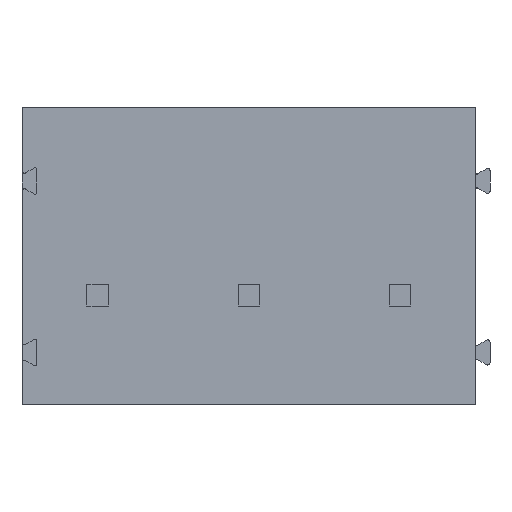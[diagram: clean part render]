
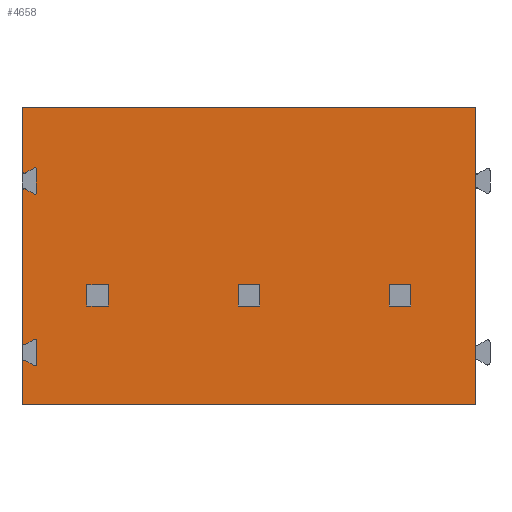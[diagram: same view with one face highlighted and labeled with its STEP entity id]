
A CAD part, front view. The second image highlights one B-rep face of the part: STEP entity #4658.
In plain terms, the highlighted planar face has unit normal (0, -1, 0).
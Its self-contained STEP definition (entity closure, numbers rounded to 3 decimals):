
#19=DIRECTION('',(0.,0.,-1.));
#20=VECTOR('',#19,1.773);
#21=CARTESIAN_POINT('',(-9.525,-6.85,-10.727));
#22=LINE('',#21,#20);
#82=DIRECTION('',(0.,0.,-1.));
#83=VECTOR('',#82,2.673);
#84=CARTESIAN_POINT('',(-9.525,-6.85,0.));
#85=LINE('',#84,#83);
#110=DIRECTION('',(0.,0.,-1.));
#111=VECTOR('',#110,6.346);
#112=CARTESIAN_POINT('',(-9.525,-6.85,-3.527));
#113=LINE('',#112,#111);
#237=CARTESIAN_POINT('',(-9.425,-6.85,-3.527));
#238=DIRECTION('',(0.,-1.,0.));
#239=DIRECTION('',(0.5,0.,0.866));
#240=AXIS2_PLACEMENT_3D('',#237,#238,#239);
#245=DIRECTION('',(0.866,0.,-0.5));
#246=VECTOR('',#245,0.433);
#247=CARTESIAN_POINT('',(-9.375,-6.85,-3.44));
#248=LINE('',#247,#246);
#252=CARTESIAN_POINT('',(-8.975,-6.85,-3.614));
#253=DIRECTION('',(0.,-1.,0.));
#254=DIRECTION('',(-0.5,0.,-0.866));
#255=AXIS2_PLACEMENT_3D('',#252,#253,#254);
#260=DIRECTION('',(0.,0.,1.));
#261=VECTOR('',#260,1.027);
#262=CARTESIAN_POINT('',(-8.925,-6.85,-3.614));
#263=LINE('',#262,#261);
#267=CARTESIAN_POINT('',(-8.975,-6.85,-2.586));
#268=DIRECTION('',(0.,-1.,0.));
#269=DIRECTION('',(1.,0.,0.));
#270=AXIS2_PLACEMENT_3D('',#267,#268,#269);
#275=DIRECTION('',(-0.866,0.,-0.5));
#276=VECTOR('',#275,0.433);
#277=CARTESIAN_POINT('',(-9.,-6.85,-2.543));
#278=LINE('',#277,#276);
#282=CARTESIAN_POINT('',(-9.425,-6.85,-2.673));
#283=DIRECTION('',(0.,-1.,0.));
#284=DIRECTION('',(-1.,0.,0.));
#285=AXIS2_PLACEMENT_3D('',#282,#283,#284);
#290=DIRECTION('',(1.,0.,0.));
#291=VECTOR('',#290,19.05);
#292=CARTESIAN_POINT('',(-9.525,-6.85,0.));
#293=LINE('',#292,#291);
#297=CARTESIAN_POINT('',(-9.425,-6.85,-10.727));
#298=DIRECTION('',(0.,-1.,0.));
#299=DIRECTION('',(0.5,0.,0.866));
#300=AXIS2_PLACEMENT_3D('',#297,#298,#299);
#305=DIRECTION('',(0.866,0.,-0.5));
#306=VECTOR('',#305,0.433);
#307=CARTESIAN_POINT('',(-9.375,-6.85,-10.64));
#308=LINE('',#307,#306);
#312=CARTESIAN_POINT('',(-8.975,-6.85,-10.814));
#313=DIRECTION('',(0.,-1.,0.));
#314=DIRECTION('',(-0.5,0.,-0.866));
#315=AXIS2_PLACEMENT_3D('',#312,#313,#314);
#320=DIRECTION('',(0.,0.,1.));
#321=VECTOR('',#320,1.027);
#322=CARTESIAN_POINT('',(-8.925,-6.85,-10.814));
#323=LINE('',#322,#321);
#327=CARTESIAN_POINT('',(-8.975,-6.85,-9.786));
#328=DIRECTION('',(0.,-1.,0.));
#329=DIRECTION('',(1.,0.,0.));
#330=AXIS2_PLACEMENT_3D('',#327,#328,#329);
#335=DIRECTION('',(-0.866,0.,-0.5));
#336=VECTOR('',#335,0.433);
#337=CARTESIAN_POINT('',(-9.,-6.85,-9.743));
#338=LINE('',#337,#336);
#342=CARTESIAN_POINT('',(-9.425,-6.85,-9.873));
#343=DIRECTION('',(0.,-1.,0.));
#344=DIRECTION('',(-1.,0.,0.));
#345=AXIS2_PLACEMENT_3D('',#342,#343,#344);
#350=DIRECTION('',(0.,0.,-1.));
#351=VECTOR('',#350,0.9);
#352=CARTESIAN_POINT('',(-6.8,-6.85,-7.45));
#353=LINE('',#352,#351);
#357=DIRECTION('',(1.,0.,0.));
#358=VECTOR('',#357,0.9);
#359=CARTESIAN_POINT('',(-6.8,-6.85,-8.35));
#360=LINE('',#359,#358);
#364=DIRECTION('',(0.,0.,-1.));
#365=VECTOR('',#364,0.9);
#366=CARTESIAN_POINT('',(-5.9,-6.85,-7.45));
#367=LINE('',#366,#365);
#371=DIRECTION('',(1.,0.,0.));
#372=VECTOR('',#371,0.9);
#373=CARTESIAN_POINT('',(-6.8,-6.85,-7.45));
#374=LINE('',#373,#372);
#378=DIRECTION('',(0.,0.,-1.));
#379=VECTOR('',#378,0.9);
#380=CARTESIAN_POINT('',(-0.45,-6.85,-7.45));
#381=LINE('',#380,#379);
#385=DIRECTION('',(1.,0.,0.));
#386=VECTOR('',#385,0.9);
#387=CARTESIAN_POINT('',(-0.45,-6.85,-8.35));
#388=LINE('',#387,#386);
#392=DIRECTION('',(0.,0.,-1.));
#393=VECTOR('',#392,0.9);
#394=CARTESIAN_POINT('',(0.45,-6.85,-7.45));
#395=LINE('',#394,#393);
#399=DIRECTION('',(1.,0.,0.));
#400=VECTOR('',#399,0.9);
#401=CARTESIAN_POINT('',(-0.45,-6.85,-7.45));
#402=LINE('',#401,#400);
#406=DIRECTION('',(0.,0.,-1.));
#407=VECTOR('',#406,0.9);
#408=CARTESIAN_POINT('',(5.9,-6.85,-7.45));
#409=LINE('',#408,#407);
#413=DIRECTION('',(1.,0.,0.));
#414=VECTOR('',#413,0.9);
#415=CARTESIAN_POINT('',(5.9,-6.85,-8.35));
#416=LINE('',#415,#414);
#420=DIRECTION('',(0.,0.,-1.));
#421=VECTOR('',#420,0.9);
#422=CARTESIAN_POINT('',(6.8,-6.85,-7.45));
#423=LINE('',#422,#421);
#427=DIRECTION('',(1.,0.,0.));
#428=VECTOR('',#427,0.9);
#429=CARTESIAN_POINT('',(5.9,-6.85,-7.45));
#430=LINE('',#429,#428);
#862=DIRECTION('',(1.,0.,0.));
#863=VECTOR('',#862,19.05);
#864=CARTESIAN_POINT('',(-9.525,-6.85,-12.5));
#865=LINE('',#864,#863);
#1514=DIRECTION('',(0.,0.,-1.));
#1515=VECTOR('',#1514,12.5);
#1516=CARTESIAN_POINT('',(9.525,-6.85,0.));
#1517=LINE('',#1516,#1515);
#3893=CARTESIAN_POINT('',(-9.525,-6.85,0.));
#3894=VERTEX_POINT('',#3893);
#3895=CARTESIAN_POINT('',(-9.525,-6.85,-12.5));
#3897=VERTEX_POINT('',#3895);
#3911=CARTESIAN_POINT('',(9.525,-6.85,0.));
#3912=VERTEX_POINT('',#3911);
#3913=CARTESIAN_POINT('',(9.525,-6.85,-12.5));
#3914=VERTEX_POINT('',#3913);
#3953=CARTESIAN_POINT('',(-9.525,-6.85,-3.527));
#3954=VERTEX_POINT('',#3953);
#3955=CARTESIAN_POINT('',(-9.525,-6.85,-2.673));
#3956=VERTEX_POINT('',#3955);
#3957=CARTESIAN_POINT('',(-9.525,-6.85,-9.873));
#3958=VERTEX_POINT('',#3957);
#3959=CARTESIAN_POINT('',(-9.525,-6.85,-10.727));
#3960=VERTEX_POINT('',#3959);
#3961=CARTESIAN_POINT('',(-9.375,-6.85,-3.44));
#3962=VERTEX_POINT('',#3961);
#3963=CARTESIAN_POINT('',(-9.,-6.85,-3.657));
#3964=VERTEX_POINT('',#3963);
#3965=CARTESIAN_POINT('',(-8.925,-6.85,-3.614));
#3966=VERTEX_POINT('',#3965);
#3967=CARTESIAN_POINT('',(-8.925,-6.85,-2.586));
#3968=VERTEX_POINT('',#3967);
#3969=CARTESIAN_POINT('',(-9.,-6.85,-2.543));
#3970=VERTEX_POINT('',#3969);
#3971=CARTESIAN_POINT('',(-9.375,-6.85,-2.76));
#3972=VERTEX_POINT('',#3971);
#3973=CARTESIAN_POINT('',(-9.375,-6.85,-10.64));
#3974=CARTESIAN_POINT('',(-9.,-6.85,-10.857));
#3975=VERTEX_POINT('',#3973);
#3976=VERTEX_POINT('',#3974);
#3977=CARTESIAN_POINT('',(-8.925,-6.85,-10.814));
#3978=VERTEX_POINT('',#3977);
#3979=CARTESIAN_POINT('',(-8.925,-6.85,-9.786));
#3980=VERTEX_POINT('',#3979);
#3981=CARTESIAN_POINT('',(-9.,-6.85,-9.743));
#3982=VERTEX_POINT('',#3981);
#3983=CARTESIAN_POINT('',(-9.375,-6.85,-9.96));
#3984=VERTEX_POINT('',#3983);
#4093=CARTESIAN_POINT('',(-6.8,-6.85,-7.45));
#4094=CARTESIAN_POINT('',(-6.8,-6.85,-8.35));
#4095=VERTEX_POINT('',#4093);
#4096=VERTEX_POINT('',#4094);
#4097=CARTESIAN_POINT('',(-5.9,-6.85,-7.45));
#4098=CARTESIAN_POINT('',(-5.9,-6.85,-8.35));
#4099=VERTEX_POINT('',#4097);
#4100=VERTEX_POINT('',#4098);
#4259=CARTESIAN_POINT('',(-0.45,-6.85,-7.45));
#4260=VERTEX_POINT('',#4259);
#4261=CARTESIAN_POINT('',(-0.45,-6.85,-8.35));
#4262=VERTEX_POINT('',#4261);
#4263=CARTESIAN_POINT('',(0.45,-6.85,-7.45));
#4264=VERTEX_POINT('',#4263);
#4265=CARTESIAN_POINT('',(0.45,-6.85,-8.35));
#4266=VERTEX_POINT('',#4265);
#4371=CARTESIAN_POINT('',(5.9,-6.85,-7.45));
#4372=VERTEX_POINT('',#4371);
#4373=CARTESIAN_POINT('',(5.9,-6.85,-8.35));
#4374=VERTEX_POINT('',#4373);
#4375=CARTESIAN_POINT('',(6.8,-6.85,-7.45));
#4376=VERTEX_POINT('',#4375);
#4377=CARTESIAN_POINT('',(6.8,-6.85,-8.35));
#4378=VERTEX_POINT('',#4377);
#4585=CARTESIAN_POINT('',(-9.525,-6.85,0.));
#4586=DIRECTION('',(0.,-1.,0.));
#4587=DIRECTION('',(0.,0.,-1.));
#4588=AXIS2_PLACEMENT_3D('',#4585,#4586,#4587);
#4589=PLANE('',#4588);
#4591=ORIENTED_EDGE('',*,*,#4590,.F.);
#4593=ORIENTED_EDGE('',*,*,#4592,.T.);
#4595=ORIENTED_EDGE('',*,*,#4594,.T.);
#4597=ORIENTED_EDGE('',*,*,#4596,.T.);
#4599=ORIENTED_EDGE('',*,*,#4598,.T.);
#4601=ORIENTED_EDGE('',*,*,#4600,.T.);
#4603=ORIENTED_EDGE('',*,*,#4602,.F.);
#4604=ORIENTED_EDGE('',*,*,#4510,.F.);
#4606=ORIENTED_EDGE('',*,*,#4605,.T.);
#4608=ORIENTED_EDGE('',*,*,#4607,.T.);
#4610=ORIENTED_EDGE('',*,*,#4609,.F.);
#4611=ORIENTED_EDGE('',*,*,#4492,.F.);
#4613=ORIENTED_EDGE('',*,*,#4612,.F.);
#4615=ORIENTED_EDGE('',*,*,#4614,.T.);
#4617=ORIENTED_EDGE('',*,*,#4616,.T.);
#4619=ORIENTED_EDGE('',*,*,#4618,.T.);
#4621=ORIENTED_EDGE('',*,*,#4620,.T.);
#4623=ORIENTED_EDGE('',*,*,#4622,.T.);
#4624=ORIENTED_EDGE('',*,*,#4577,.F.);
#4625=ORIENTED_EDGE('',*,*,#4518,.F.);
#4626=EDGE_LOOP('',(#4591,#4593,#4595,#4597,#4599,#4601,#4603,#4604,#4606,#4608,
#4610,#4611,#4613,#4615,#4617,#4619,#4621,#4623,#4624,#4625));
#4627=FACE_OUTER_BOUND('',#4626,.F.);
#4629=ORIENTED_EDGE('',*,*,#4628,.T.);
#4631=ORIENTED_EDGE('',*,*,#4630,.T.);
#4633=ORIENTED_EDGE('',*,*,#4632,.F.);
#4635=ORIENTED_EDGE('',*,*,#4634,.F.);
#4636=EDGE_LOOP('',(#4629,#4631,#4633,#4635));
#4637=FACE_BOUND('',#4636,.F.);
#4639=ORIENTED_EDGE('',*,*,#4638,.T.);
#4641=ORIENTED_EDGE('',*,*,#4640,.T.);
#4643=ORIENTED_EDGE('',*,*,#4642,.F.);
#4645=ORIENTED_EDGE('',*,*,#4644,.F.);
#4646=EDGE_LOOP('',(#4639,#4641,#4643,#4645));
#4647=FACE_BOUND('',#4646,.F.);
#4649=ORIENTED_EDGE('',*,*,#4648,.T.);
#4651=ORIENTED_EDGE('',*,*,#4650,.T.);
#4653=ORIENTED_EDGE('',*,*,#4652,.F.);
#4655=ORIENTED_EDGE('',*,*,#4654,.F.);
#4656=EDGE_LOOP('',(#4649,#4651,#4653,#4655));
#4657=FACE_BOUND('',#4656,.F.);
#241=CIRCLE('',#240,0.1);
#256=CIRCLE('',#255,0.05);
#271=CIRCLE('',#270,0.05);
#286=CIRCLE('',#285,0.1);
#301=CIRCLE('',#300,0.1);
#316=CIRCLE('',#315,0.05);
#331=CIRCLE('',#330,0.05);
#346=CIRCLE('',#345,0.1);
#4492=EDGE_CURVE('',#3960,#3897,#22,.T.);
#4510=EDGE_CURVE('',#3894,#3956,#85,.T.);
#4518=EDGE_CURVE('',#3954,#3958,#113,.T.);
#4577=EDGE_CURVE('',#3958,#3984,#346,.T.);
#4590=EDGE_CURVE('',#3962,#3954,#241,.T.);
#4592=EDGE_CURVE('',#3962,#3964,#248,.T.);
#4594=EDGE_CURVE('',#3964,#3966,#256,.T.);
#4596=EDGE_CURVE('',#3966,#3968,#263,.T.);
#4598=EDGE_CURVE('',#3968,#3970,#271,.T.);
#4600=EDGE_CURVE('',#3970,#3972,#278,.T.);
#4602=EDGE_CURVE('',#3956,#3972,#286,.T.);
#4605=EDGE_CURVE('',#3894,#3912,#293,.T.);
#4607=EDGE_CURVE('',#3912,#3914,#1517,.T.);
#4609=EDGE_CURVE('',#3897,#3914,#865,.T.);
#4612=EDGE_CURVE('',#3975,#3960,#301,.T.);
#4614=EDGE_CURVE('',#3975,#3976,#308,.T.);
#4616=EDGE_CURVE('',#3976,#3978,#316,.T.);
#4618=EDGE_CURVE('',#3978,#3980,#323,.T.);
#4620=EDGE_CURVE('',#3980,#3982,#331,.T.);
#4622=EDGE_CURVE('',#3982,#3984,#338,.T.);
#4628=EDGE_CURVE('',#4095,#4096,#353,.T.);
#4630=EDGE_CURVE('',#4096,#4100,#360,.T.);
#4632=EDGE_CURVE('',#4099,#4100,#367,.T.);
#4634=EDGE_CURVE('',#4095,#4099,#374,.T.);
#4638=EDGE_CURVE('',#4260,#4262,#381,.T.);
#4640=EDGE_CURVE('',#4262,#4266,#388,.T.);
#4642=EDGE_CURVE('',#4264,#4266,#395,.T.);
#4644=EDGE_CURVE('',#4260,#4264,#402,.T.);
#4648=EDGE_CURVE('',#4372,#4374,#409,.T.);
#4650=EDGE_CURVE('',#4374,#4378,#416,.T.);
#4652=EDGE_CURVE('',#4376,#4378,#423,.T.);
#4654=EDGE_CURVE('',#4372,#4376,#430,.T.);
#4658=ADVANCED_FACE('',(#4627,#4637,#4647,#4657),#4589,.T.);
